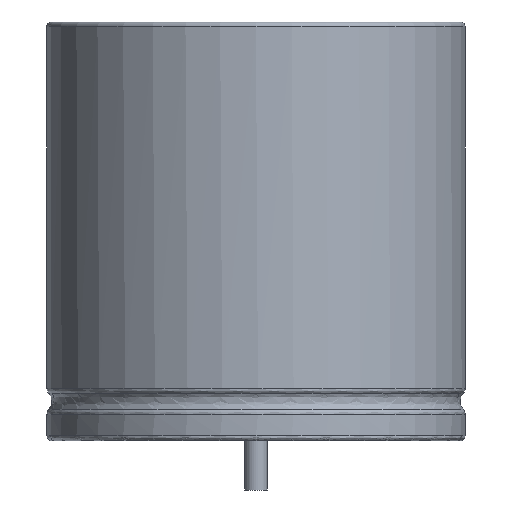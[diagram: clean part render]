
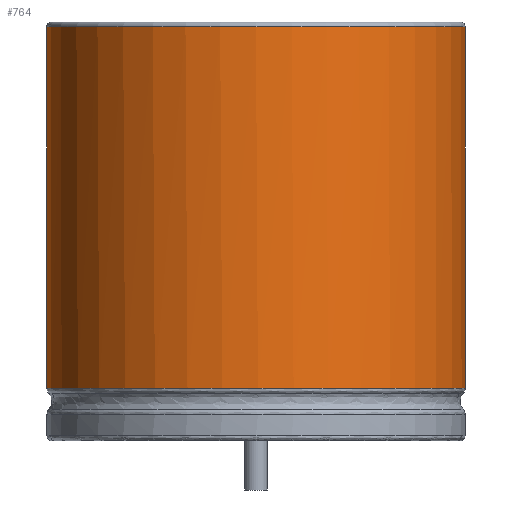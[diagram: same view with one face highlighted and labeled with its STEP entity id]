
A CAD part, left-side view. The second image highlights one B-rep face of the part: STEP entity #764.
In plain terms, the highlighted cylindrical face has radius 8.5 mm (diameter 17 mm), a partial arc.
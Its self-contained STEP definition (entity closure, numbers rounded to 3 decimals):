
#13=DIRECTION('',(0.,0.,1.));
#107=DIRECTION('',(0.,-0.,-1.));
#108=DIRECTION('',(0.924,-0.383,0.));
#228=VECTOR('',#13,1.);
#591=VERTEX_POINT('',#592);
#592=CARTESIAN_POINT('',(11.603,-3.253,2.135));
#600=ORIENTED_EDGE('',*,*,#601,.T.);
#601=EDGE_CURVE('',#591,#602,#604,.T.);
#602=VERTEX_POINT('',#603);
#603=CARTESIAN_POINT('',(11.603,3.253,2.135));
#604=B_SPLINE_CURVE_WITH_KNOTS('',12,(#605,#606,#607,#608,#609,#610,#611,#612,#613,#614,#615,#616,#617,#618,#619,#620,#621,#622,#623,#624,#625,#626,#627,#628,#629,#630,#631,#632,#633,#634,#635,#636,#637,#638,#639),.UNSPECIFIED.,.F.,.F.,(13,11,11,13),(-1.991,0.,46.731,48.722),.UNSPECIFIED.);
#605=CARTESIAN_POINT('',(12.365,-1.413,2.135));
#606=CARTESIAN_POINT('',(12.301,-1.568,2.135));
#607=CARTESIAN_POINT('',(12.237,-1.722,2.135));
#608=CARTESIAN_POINT('',(12.173,-1.876,2.135));
#609=CARTESIAN_POINT('',(12.11,-2.03,2.135));
#610=CARTESIAN_POINT('',(12.046,-2.183,2.135));
#611=CARTESIAN_POINT('',(11.983,-2.337,2.135));
#612=CARTESIAN_POINT('',(11.919,-2.49,2.135));
#613=CARTESIAN_POINT('',(11.856,-2.643,2.135));
#614=CARTESIAN_POINT('',(11.792,-2.796,2.135));
#615=CARTESIAN_POINT('',(11.729,-2.948,2.135));
#616=CARTESIAN_POINT('',(11.666,-3.101,2.135));
#617=CARTESIAN_POINT('',(10.123,-6.826,2.135));
#618=CARTESIAN_POINT('',(6.846,-9.719,2.135));
#619=CARTESIAN_POINT('',(2.117,-10.865,2.135));
#620=CARTESIAN_POINT('',(-2.955,-9.374,2.135));
#621=CARTESIAN_POINT('',(-6.731,-5.653,2.135));
#622=CARTESIAN_POINT('',(-8.624,0.,2.135));
#623=CARTESIAN_POINT('',(-6.731,5.653,2.135));
#624=CARTESIAN_POINT('',(-2.955,9.374,2.135));
#625=CARTESIAN_POINT('',(2.117,10.865,2.135));
#626=CARTESIAN_POINT('',(6.846,9.719,2.135));
#627=CARTESIAN_POINT('',(10.123,6.826,2.135));
#628=CARTESIAN_POINT('',(11.666,3.101,2.135));
#629=CARTESIAN_POINT('',(11.729,2.948,2.135));
#630=CARTESIAN_POINT('',(11.792,2.796,2.135));
#631=CARTESIAN_POINT('',(11.856,2.643,2.135));
#632=CARTESIAN_POINT('',(11.919,2.49,2.135));
#633=CARTESIAN_POINT('',(11.983,2.337,2.135));
#634=CARTESIAN_POINT('',(12.046,2.183,2.135));
#635=CARTESIAN_POINT('',(12.11,2.03,2.135));
#636=CARTESIAN_POINT('',(12.173,1.876,2.135));
#637=CARTESIAN_POINT('',(12.237,1.722,2.135));
#638=CARTESIAN_POINT('',(12.301,1.568,2.135));
#639=CARTESIAN_POINT('',(12.365,1.413,2.135));
#764=ADVANCED_FACE('',(#765),#784,.T.);
#765=FACE_BOUND('',#766,.F.);
#766=EDGE_LOOP('',(#767,#600,#773,#779));
#767=ORIENTED_EDGE('',*,*,#768,.F.);
#768=EDGE_CURVE('',#591,#769,#771,.T.);
#769=VERTEX_POINT('',#770);
#770=CARTESIAN_POINT('',(11.603,-3.253,16.8));
#771=LINE('',#772,#228);
#772=CARTESIAN_POINT('',(11.603,-3.253,2.));
#773=ORIENTED_EDGE('',*,*,#774,.T.);
#774=EDGE_CURVE('',#602,#775,#777,.T.);
#775=VERTEX_POINT('',#776);
#776=CARTESIAN_POINT('',(11.603,3.253,16.8));
#777=LINE('',#778,#228);
#778=CARTESIAN_POINT('',(11.603,3.253,2.));
#779=ORIENTED_EDGE('',*,*,#780,.F.);
#780=EDGE_CURVE('',#769,#775,#781,.T.);
#781=CIRCLE('',#782,8.5);
#782=AXIS2_PLACEMENT_3D('',#783,#107,#108);
#783=CARTESIAN_POINT('',(3.75,0.,16.8));
#784=CYLINDRICAL_SURFACE('',#785,8.5);
#785=AXIS2_PLACEMENT_3D('',#786,#13,#108);
#786=CARTESIAN_POINT('',(3.75,0.,2.));
